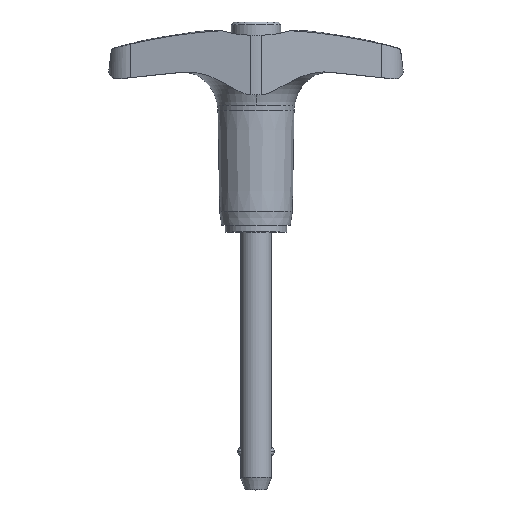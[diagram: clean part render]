
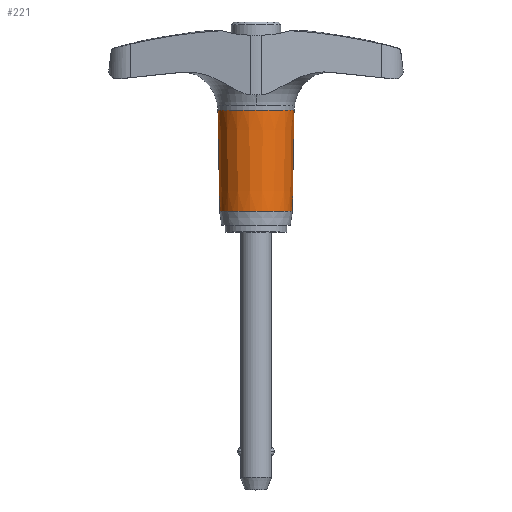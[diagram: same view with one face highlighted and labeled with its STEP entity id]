
A CAD part, top view. The second image highlights one B-rep face of the part: STEP entity #221.
In plain terms, the highlighted conical face has half-angle 1 degrees and reference radius 5.71 mm.
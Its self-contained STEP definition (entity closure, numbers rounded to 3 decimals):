
#221=ADVANCED_FACE('',(#456),#457,.T.);
#456=FACE_OUTER_BOUND('',#695,.T.);
#457=CONICAL_SURFACE('',#696,5.71,0.017);
#695=EDGE_LOOP('',(#1318,#1319,#1320,#1321));
#696=AXIS2_PLACEMENT_3D('',#1322,#1323,#1324);
#1318=ORIENTED_EDGE('',*,*,#1565,.T.);
#1319=ORIENTED_EDGE('',*,*,#1705,.F.);
#1320=ORIENTED_EDGE('',*,*,#1567,.T.);
#1321=ORIENTED_EDGE('',*,*,#1600,.T.);
#1322=CARTESIAN_POINT('',(0.0,10.959,0.0));
#1323=DIRECTION('',(-0.0,1.0,-0.0));
#1324=DIRECTION('',(1.0,0.0,0.0));
#1565=EDGE_CURVE('',#1924,#1925,#1926,.T.);
#1567=EDGE_CURVE('',#1929,#1927,#1930,.T.);
#1600=EDGE_CURVE('',#1927,#1924,#1980,.T.);
#1705=EDGE_CURVE('',#1929,#1925,#2121,.T.);
#1924=VERTEX_POINT('',#2851);
#1925=VERTEX_POINT('',#2852);
#1926=LINE('',#2853,#2854);
#1927=VERTEX_POINT('',#2855);
#1929=VERTEX_POINT('',#2857);
#1930=LINE('',#2858,#2859);
#1980=CIRCLE('',#3069,5.575);
#2121=CIRCLE('',#3701,5.845);
#2851=CARTESIAN_POINT('',(5.575,3.216,0.0));
#2852=CARTESIAN_POINT('',(5.845,18.702,0.));
#2853=CARTESIAN_POINT('',(5.71,10.959,0.));
#2854=VECTOR('',#3986,1.0);
#2855=CARTESIAN_POINT('',(-5.575,3.216,0.));
#2857=CARTESIAN_POINT('',(-5.845,18.702,0.0));
#2858=CARTESIAN_POINT('',(-5.71,10.959,0.));
#2859=VECTOR('',#3990,1.0);
#3069=AXIS2_PLACEMENT_3D('',#4026,#4027,#4028);
#3701=AXIS2_PLACEMENT_3D('',#4113,#4114,#4115);
#3986=DIRECTION('',(0.017,1.,0.));
#3990=DIRECTION('',(0.017,-1.,0.));
#4026=CARTESIAN_POINT('',(0.0,3.216,0.0));
#4027=DIRECTION('',(-0.0,1.0,0.0));
#4028=DIRECTION('',(1.0,0.0,0.0));
#4113=CARTESIAN_POINT('',(0.0,18.702,0.0));
#4114=DIRECTION('',(0.0,1.0,0.0));
#4115=DIRECTION('',(-1.0,0.0,0.0));
